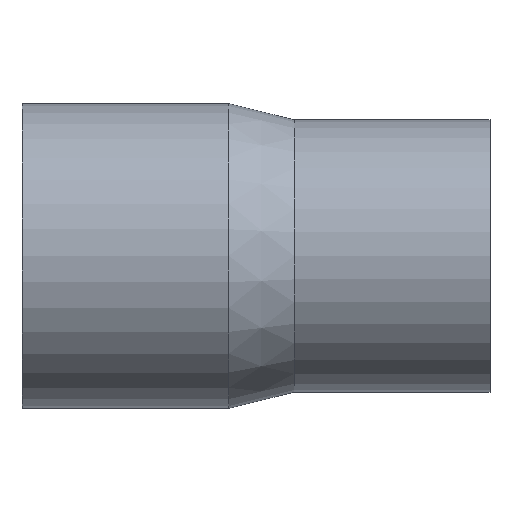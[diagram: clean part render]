
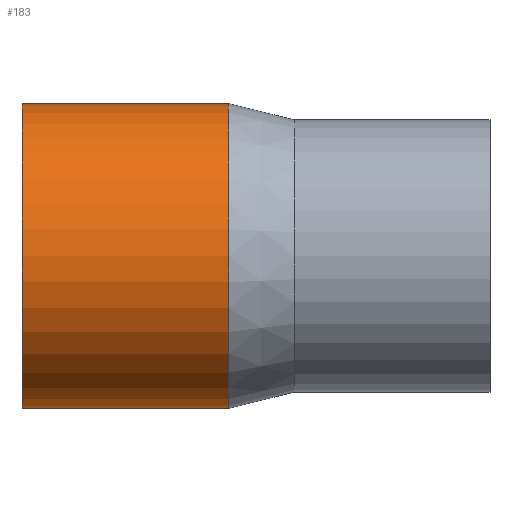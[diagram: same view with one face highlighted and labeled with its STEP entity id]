
A CAD part, top view. The second image highlights one B-rep face of the part: STEP entity #183.
In plain terms, the highlighted cylindrical face has radius 70 mm (diameter 140 mm), a partial arc.
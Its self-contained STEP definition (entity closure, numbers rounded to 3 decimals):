
#83 = EDGE_CURVE( '', #95, #101, #217, .T. );
#91 = VERTEX_POINT( '', #226 );
#95 = VERTEX_POINT( '', #230 );
#101 = VERTEX_POINT( '', #236 );
#117 = EDGE_CURVE( '', #91, #101, #254, .T. );
#139 = VERTEX_POINT( '', #279 );
#143 = EDGE_CURVE( '', #139, #95, #283, .T. );
#183 = ADVANCED_FACE( '', ( #330 ), #331, .T. );
#195 = EDGE_CURVE( '', #91, #139, #343, .T. );
#217 = LINE( '', #358, #359 );
#226 = CARTESIAN_POINT( '', ( 0., -70., 0. ) );
#230 = CARTESIAN_POINT( '', ( 95., 70., 0. ) );
#236 = CARTESIAN_POINT( '', ( 0., 70., 0. ) );
#254 = CIRCLE( '', #405, 70. );
#279 = CARTESIAN_POINT( '', ( 95., -70., 0. ) );
#283 = CIRCLE( '', #442, 70. );
#330 = FACE_OUTER_BOUND( '', #503, .T. );
#331 = CYLINDRICAL_SURFACE( '', #504, 70. );
#343 = LINE( '', #521, #522 );
#358 = CARTESIAN_POINT( '', ( 47.5, 70., 0. ) );
#359 = VECTOR( '', #530, 1. );
#405 = AXIS2_PLACEMENT_3D( '', #561, #562, #563 );
#442 = AXIS2_PLACEMENT_3D( '', #599, #600, #601 );
#503 = EDGE_LOOP( '', ( #672, #673, #674, #675 ) );
#504 = AXIS2_PLACEMENT_3D( '', #676, #677, #678 );
#521 = CARTESIAN_POINT( '', ( 47.5, -70., 0. ) );
#522 = VECTOR( '', #686, 1. );
#530 = DIRECTION( '', ( -1., 0., 0. ) );
#561 = CARTESIAN_POINT( '', ( 0., 0., 0. ) );
#562 = DIRECTION( '', ( -1., 0., 0. ) );
#563 = DIRECTION( '', ( 0., 1., 0. ) );
#599 = CARTESIAN_POINT( '', ( 95., 0., 0. ) );
#600 = DIRECTION( '', ( -1., 0., 0. ) );
#601 = DIRECTION( '', ( 0., 1., 0. ) );
#672 = ORIENTED_EDGE( '', *, *, #83, .T. );
#673 = ORIENTED_EDGE( '', *, *, #117, .F. );
#674 = ORIENTED_EDGE( '', *, *, #195, .T. );
#675 = ORIENTED_EDGE( '', *, *, #143, .T. );
#676 = CARTESIAN_POINT( '', ( 47.5, 0., 0. ) );
#677 = DIRECTION( '', ( 1., 0., 0. ) );
#678 = DIRECTION( '', ( 0., 1., 0. ) );
#686 = DIRECTION( '', ( 1., 0., 0. ) );
